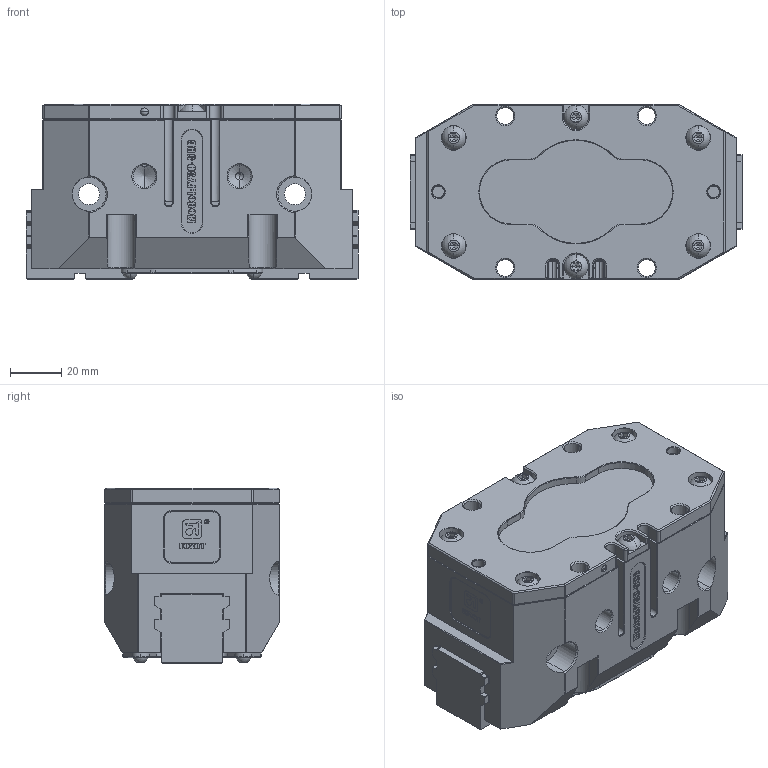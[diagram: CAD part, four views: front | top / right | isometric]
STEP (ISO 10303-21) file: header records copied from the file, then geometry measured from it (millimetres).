
FILE_DESCRIPTION (( 'STEP AP203' ), '1' );
FILE_NAME ('虼倛謗蛈FY30-50B.STEP', '2020-10-05T06:40:56', ( 'User' ), ( 'Microsoft' ), 'SwSTEP 2.0', 'SolidWorks 2015', '' );
FILE_SCHEMA (( 'CONFIG_CONTROL_DESIGN' ));
Length unit declared in the file: millimetre
Products named in the file (12): hexagon socket button head screws gb_GB_SOCKET_TYPE7 M5X12-N; LOGOÅÆ-FY30-50B; hexagon socket button head screws gb_GB_SOCKET_TYPE7 M3X8-N; 虼倛標蛈FY30-50B翋极STP; 3.175; FY30-50B 賑輸; 5X8; 梓齪7; 虼倛謗蛈FY30-50B; 梓齪FY30-50B; 虼倛謗蛈FY30-50B綴裔; LOGOﾅﾆ
Assembly tree (21 placements, depth 2):
  虼倛謗蛈FY30-50B
    虼倛標蛈FY30-50B翋极STP
    FY30-50B 賑輸  x2
    梓齪7
    梓齪FY30-50B
    虼倛謗蛈FY30-50B綴裔
    LOGOﾅﾆ
    hexagon socket button head screws gb_GB_SOCKET_TYPE7 M5X12-N  x6
    LOGOÅÆ-FY30-50B
    hexagon socket button head screws gb_GB_SOCKET_TYPE7 M3X8-N  x4
    3.175
    5X8  x2
Bounding box: 129.01 x 68 x 68.32 mm (x, y, z)
Volume: 432447.7 mm3; surface area: 103769.3 mm2
Topology: 21 solids, 21 shells, 2044 faces, 5112 edges, 3218 vertices
Faces by surface type: plane 1106, cylinder 358, cone 288, bspline 260, sphere 22, torus 10
Entity records: 73168 total; most frequent: CARTESIAN_POINT 29549, ORIENTED_EDGE 9122, DIRECTION 7885, EDGE_CURVE 4561, VECTOR 3069, LINE 3069, VERTEX_POINT 2919, AXIS2_PLACEMENT_3D 2408
